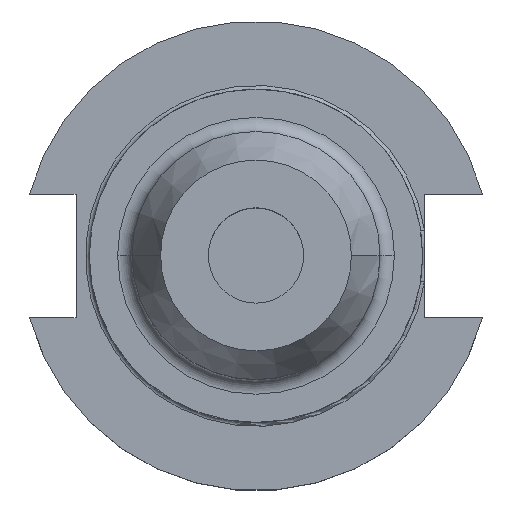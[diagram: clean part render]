
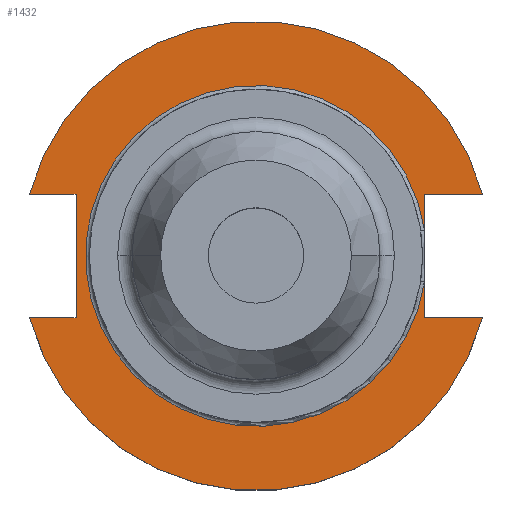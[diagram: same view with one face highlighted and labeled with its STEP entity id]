
A CAD part, top view. The second image highlights one B-rep face of the part: STEP entity #1432.
In plain terms, the highlighted planar face has unit normal (0, 0, 1).
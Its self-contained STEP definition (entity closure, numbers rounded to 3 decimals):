
#4 = CARTESIAN_POINT ( 'NONE',  ( 47.477, 12.954, 19.05 ) ) ;
#48 = CARTESIAN_POINT ( 'NONE',  ( -37.719, 12.954, 19.05 ) ) ;
#62 = VECTOR ( 'NONE', #1455, 1000. ) ;
#75 = FACE_OUTER_BOUND ( 'NONE', #669, .T. ) ;
#124 = DIRECTION ( 'NONE',  ( 0., -1., 0. ) ) ;
#182 = DIRECTION ( 'NONE',  ( 0., -1., 0. ) ) ;
#260 = CARTESIAN_POINT ( 'NONE',  ( 35.306, 12.954, 19.05 ) ) ;
#290 = VERTEX_POINT ( 'NONE', #748 ) ;
#291 = CARTESIAN_POINT ( 'NONE',  ( 35.306, -12.954, 19.05 ) ) ;
#386 = EDGE_CURVE ( 'NONE', #290, #854, #1386, .T. ) ;
#388 = CARTESIAN_POINT ( 'NONE',  ( 35.306, 12.954, 19.05 ) ) ;
#393 = DIRECTION ( 'NONE',  ( 1., 0., 0. ) ) ;
#394 = EDGE_CURVE ( 'NONE', #1590, #1229, #1344, .T. ) ;
#397 = DIRECTION ( 'NONE',  ( 1., 0., 0. ) ) ;
#417 = AXIS2_PLACEMENT_3D ( 'NONE', #1331, #512, #1474 ) ;
#418 = ORIENTED_EDGE ( 'NONE', *, *, #1537, .F. ) ;
#431 = LINE ( 'NONE', #889, #62 ) ;
#434 = EDGE_CURVE ( 'NONE', #1590, #1603, #1659, .T. ) ;
#467 = CARTESIAN_POINT ( 'NONE',  ( 0., 0., 19.05 ) ) ;
#481 = CIRCLE ( 'NONE', #589, 49.212 ) ;
#505 = AXIS2_PLACEMENT_3D ( 'NONE', #1489, #526, #1347 ) ;
#512 = DIRECTION ( 'NONE',  ( 0., 0., 1. ) ) ;
#526 = DIRECTION ( 'NONE',  ( 0., 0., 1. ) ) ;
#544 = PLANE ( 'NONE',  #417 ) ;
#554 = VECTOR ( 'NONE', #1357, 1000. ) ;
#556 = EDGE_CURVE ( 'NONE', #576, #1605, #840, .T. ) ;
#576 = VERTEX_POINT ( 'NONE', #1179 ) ;
#589 = AXIS2_PLACEMENT_3D ( 'NONE', #467, #1433, #605 ) ;
#605 = DIRECTION ( 'NONE',  ( 1., 0., 0. ) ) ;
#615 = ORIENTED_EDGE ( 'NONE', *, *, #394, .T. ) ;
#669 = EDGE_LOOP ( 'NONE', ( #811, #672, #1133, #1719, #615, #978, #1610, #934, #709, #418 ) ) ;
#672 = ORIENTED_EDGE ( 'NONE', *, *, #1293, .T. ) ;
#709 = ORIENTED_EDGE ( 'NONE', *, *, #795, .T. ) ;
#748 = CARTESIAN_POINT ( 'NONE',  ( -47.477, -12.954, 19.05 ) ) ;
#751 = CARTESIAN_POINT ( 'NONE',  ( 35.306, 5.455, 19.05 ) ) ;
#761 = VECTOR ( 'NONE', #124, 1000. ) ;
#774 = VERTEX_POINT ( 'NONE', #48 ) ;
#793 = CARTESIAN_POINT ( 'NONE',  ( 0., 0., 19.05 ) ) ;
#795 = EDGE_CURVE ( 'NONE', #290, #1023, #481, .T. ) ;
#811 = ORIENTED_EDGE ( 'NONE', *, *, #556, .F. ) ;
#816 = CIRCLE ( 'NONE', #1093, 35.725 ) ;
#840 = LINE ( 'NONE', #260, #761 ) ;
#849 = EDGE_CURVE ( 'NONE', #774, #1229, #431, .T. ) ;
#854 = VERTEX_POINT ( 'NONE', #1706 ) ;
#877 = CARTESIAN_POINT ( 'NONE',  ( -47.477, 12.954, 19.05 ) ) ;
#889 = CARTESIAN_POINT ( 'NONE',  ( -63.719, 12.954, 19.05 ) ) ;
#913 = LINE ( 'NONE', #1498, #1614 ) ;
#929 = DIRECTION ( 'NONE',  ( 1., 0., 0. ) ) ;
#934 = ORIENTED_EDGE ( 'NONE', *, *, #386, .F. ) ;
#936 = LINE ( 'NONE', #1148, #1348 ) ;
#978 = ORIENTED_EDGE ( 'NONE', *, *, #849, .F. ) ;
#1023 = VERTEX_POINT ( 'NONE', #1617 ) ;
#1069 = DIRECTION ( 'NONE',  ( -1., 0., 0. ) ) ;
#1093 = AXIS2_PLACEMENT_3D ( 'NONE', #793, #1760, #929 ) ;
#1112 = CARTESIAN_POINT ( 'NONE',  ( 35.306, 12.954, 19.05 ) ) ;
#1133 = ORIENTED_EDGE ( 'NONE', *, *, #1757, .F. ) ;
#1148 = CARTESIAN_POINT ( 'NONE',  ( 35.306, 12.954, 19.05 ) ) ;
#1179 = CARTESIAN_POINT ( 'NONE',  ( 35.306, -5.455, 19.05 ) ) ;
#1217 = CARTESIAN_POINT ( 'NONE',  ( -37.719, 12.954, 19.05 ) ) ;
#1229 = VERTEX_POINT ( 'NONE', #877 ) ;
#1293 = EDGE_CURVE ( 'NONE', #576, #1730, #816, .T. ) ;
#1298 = VECTOR ( 'NONE', #1069, 1000. ) ;
#1331 = CARTESIAN_POINT ( 'NONE',  ( 0., 49.212, 19.05 ) ) ;
#1344 = CIRCLE ( 'NONE', #505, 49.212 ) ;
#1347 = DIRECTION ( 'NONE',  ( 1., 0., 0. ) ) ;
#1348 = VECTOR ( 'NONE', #182, 1000. ) ;
#1355 = CARTESIAN_POINT ( 'NONE',  ( -63.719, -12.954, 19.05 ) ) ;
#1357 = DIRECTION ( 'NONE',  ( 0., 1., 0. ) ) ;
#1386 = LINE ( 'NONE', #1355, #1717 ) ;
#1432 = ADVANCED_FACE ( 'NONE', ( #75 ), #544, .T. ) ;
#1433 = DIRECTION ( 'NONE',  ( 0., 0., 1. ) ) ;
#1455 = DIRECTION ( 'NONE',  ( -1., 0., 0. ) ) ;
#1474 = DIRECTION ( 'NONE',  ( 1., 0., 0. ) ) ;
#1489 = CARTESIAN_POINT ( 'NONE',  ( 0., 0., 19.05 ) ) ;
#1498 = CARTESIAN_POINT ( 'NONE',  ( 35.306, -12.954, 19.05 ) ) ;
#1525 = EDGE_CURVE ( 'NONE', #854, #774, #1650, .T. ) ;
#1537 = EDGE_CURVE ( 'NONE', #1605, #1023, #913, .T. ) ;
#1590 = VERTEX_POINT ( 'NONE', #4 ) ;
#1603 = VERTEX_POINT ( 'NONE', #1112 ) ;
#1605 = VERTEX_POINT ( 'NONE', #291 ) ;
#1610 = ORIENTED_EDGE ( 'NONE', *, *, #1525, .F. ) ;
#1614 = VECTOR ( 'NONE', #397, 1000. ) ;
#1617 = CARTESIAN_POINT ( 'NONE',  ( 47.477, -12.954, 19.05 ) ) ;
#1650 = LINE ( 'NONE', #1217, #554 ) ;
#1659 = LINE ( 'NONE', #388, #1298 ) ;
#1706 = CARTESIAN_POINT ( 'NONE',  ( -37.719, -12.954, 19.05 ) ) ;
#1717 = VECTOR ( 'NONE', #393, 1000. ) ;
#1719 = ORIENTED_EDGE ( 'NONE', *, *, #434, .F. ) ;
#1730 = VERTEX_POINT ( 'NONE', #751 ) ;
#1757 = EDGE_CURVE ( 'NONE', #1603, #1730, #936, .T. ) ;
#1760 = DIRECTION ( 'NONE',  ( 0., 0., -1. ) ) ;
